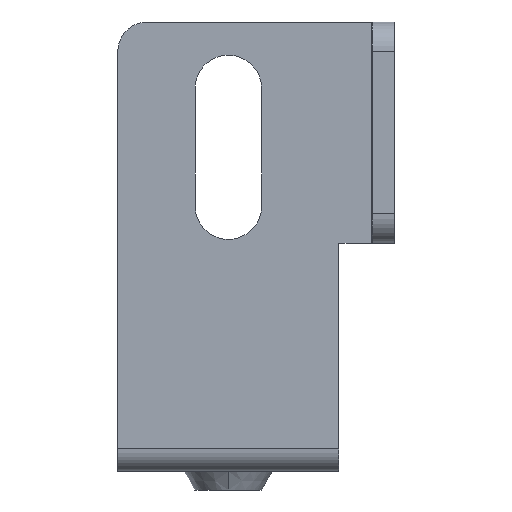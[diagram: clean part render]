
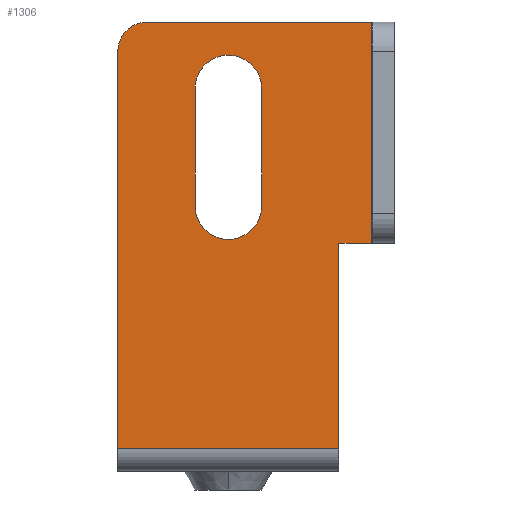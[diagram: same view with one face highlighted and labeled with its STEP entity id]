
A CAD part, left-side view. The second image highlights one B-rep face of the part: STEP entity #1306.
In plain terms, the highlighted planar face has unit normal (-1, 0, 0).
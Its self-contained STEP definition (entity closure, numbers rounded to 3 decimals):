
#12 = AXIS2_PLACEMENT_3D ( 'NONE', #854, #917, #920 ) ;
#49 = AXIS2_PLACEMENT_3D ( 'NONE', #904, #842, #841 ) ;
#63 = AXIS2_PLACEMENT_3D ( 'NONE', #783, #785, #781 ) ;
#64 = AXIS2_PLACEMENT_3D ( 'NONE', #763, #667, #668 ) ;
#92 = AXIS2_PLACEMENT_3D ( 'NONE', #977, #975, #832 ) ;
#106 = ORIENTED_EDGE ( 'NONE', *, *, #1422, .F. ) ;
#129 = ORIENTED_EDGE ( 'NONE', *, *, #1412, .F. ) ;
#147 = ORIENTED_EDGE ( 'NONE', *, *, #1321, .F. ) ;
#170 = ORIENTED_EDGE ( 'NONE', *, *, #1333, .F. ) ;
#180 = EDGE_LOOP ( 'NONE', ( #477, #170, #419, #129, #106 ) ) ;
#193 = EDGE_LOOP ( 'NONE', ( #334, #382, #505, #546, #529, #497, #147 ) ) ;
#200 = LINE ( 'NONE', #919, #326 ) ;
#203 = LINE ( 'NONE', #859, #324 ) ;
#295 = CIRCLE ( 'NONE', #49, 4. ) ;
#301 = FACE_BOUND ( 'NONE', #180, .T. ) ;
#302 = FACE_OUTER_BOUND ( 'NONE', #193, .T. ) ;
#311 = VECTOR ( 'NONE', #844, 1000. ) ;
#312 = LINE ( 'NONE', #913, #311 ) ;
#314 = VECTOR ( 'NONE', #908, 1000. ) ;
#320 = VECTOR ( 'NONE', #891, 1000. ) ;
#321 = LINE ( 'NONE', #900, #314 ) ;
#322 = VECTOR ( 'NONE', #888, 1000. ) ;
#324 = VECTOR ( 'NONE', #878, 1000. ) ;
#325 = LINE ( 'NONE', #884, #320 ) ;
#326 = VECTOR ( 'NONE', #871, 1000. ) ;
#327 = LINE ( 'NONE', #875, #322 ) ;
#331 = CIRCLE ( 'NONE', #92, 4.5 ) ;
#334 = ORIENTED_EDGE ( 'NONE', *, *, #1319, .T. ) ;
#382 = ORIENTED_EDGE ( 'NONE', *, *, #1327, .T. ) ;
#419 = ORIENTED_EDGE ( 'NONE', *, *, #1320, .F. ) ;
#477 = ORIENTED_EDGE ( 'NONE', *, *, #1325, .F. ) ;
#497 = ORIENTED_EDGE ( 'NONE', *, *, #1322, .T. ) ;
#505 = ORIENTED_EDGE ( 'NONE', *, *, #1326, .T. ) ;
#529 = ORIENTED_EDGE ( 'NONE', *, *, #1423, .T. ) ;
#546 = ORIENTED_EDGE ( 'NONE', *, *, #1419, .F. ) ;
#550 = LINE ( 'NONE', #675, #583 ) ;
#553 = CIRCLE ( 'NONE', #63, 4.5 ) ;
#554 = CIRCLE ( 'NONE', #64, 4.5 ) ;
#562 = LINE ( 'NONE', #765, #656 ) ;
#583 = VECTOR ( 'NONE', #666, 1000. ) ;
#656 = VECTOR ( 'NONE', #764, 1000. ) ;
#666 = DIRECTION ( 'NONE',  ( 0., 0., 1. ) ) ;
#667 = DIRECTION ( 'NONE',  ( -1., 0., 0. ) ) ;
#668 = DIRECTION ( 'NONE',  ( 0., 0., 1. ) ) ;
#675 = CARTESIAN_POINT ( 'NONE',  ( -17.75, -15., 28. ) ) ;
#763 = CARTESIAN_POINT ( 'NONE',  ( -17.75, 0., 49. ) ) ;
#764 = DIRECTION ( 'NONE',  ( 0., 1., 0. ) ) ;
#765 = CARTESIAN_POINT ( 'NONE',  ( -17.75, -15., 0.1 ) ) ;
#781 = DIRECTION ( 'NONE',  ( 0., 0., 1. ) ) ;
#783 = CARTESIAN_POINT ( 'NONE',  ( -17.75, 0., 49. ) ) ;
#785 = DIRECTION ( 'NONE',  ( -1., 0., 0. ) ) ;
#813 = VERTEX_POINT ( 'NONE', #937 ) ;
#816 = VERTEX_POINT ( 'NONE', #1240 ) ;
#820 = VERTEX_POINT ( 'NONE', #1087 ) ;
#832 = DIRECTION ( 'NONE',  ( 0., 0., 1. ) ) ;
#836 = VERTEX_POINT ( 'NONE', #893 ) ;
#841 = DIRECTION ( 'NONE',  ( 0., 0., -1. ) ) ;
#842 = DIRECTION ( 'NONE',  ( -1., 0., 0. ) ) ;
#844 = DIRECTION ( 'NONE',  ( 0., 0., -1. ) ) ;
#854 = CARTESIAN_POINT ( 'NONE',  ( -17.75, -15., 0. ) ) ;
#859 = CARTESIAN_POINT ( 'NONE',  ( -17.75, 4.5, 33. ) ) ;
#871 = DIRECTION ( 'NONE',  ( 0., 1., 0. ) ) ;
#875 = CARTESIAN_POINT ( 'NONE',  ( -17.75, -19.4, 58. ) ) ;
#878 = DIRECTION ( 'NONE',  ( 0., 0., -1. ) ) ;
#884 = CARTESIAN_POINT ( 'NONE',  ( -17.75, -15., 28. ) ) ;
#888 = DIRECTION ( 'NONE',  ( 0., 0., -1. ) ) ;
#891 = DIRECTION ( 'NONE',  ( 0., -1., 0. ) ) ;
#893 = CARTESIAN_POINT ( 'NONE',  ( -17.75, 4.5, 49. ) ) ;
#900 = CARTESIAN_POINT ( 'NONE',  ( -17.75, -4.5, 49. ) ) ;
#904 = CARTESIAN_POINT ( 'NONE',  ( -17.75, 11., 54. ) ) ;
#908 = DIRECTION ( 'NONE',  ( 0., 0., 1. ) ) ;
#913 = CARTESIAN_POINT ( 'NONE',  ( -17.75, 15., 0. ) ) ;
#917 = DIRECTION ( 'NONE',  ( 1., 0., 0. ) ) ;
#919 = CARTESIAN_POINT ( 'NONE',  ( -17.75, 15., 58. ) ) ;
#920 = DIRECTION ( 'NONE',  ( 0., 0., -1. ) ) ;
#924 = PLANE ( 'NONE',  #12 ) ;
#937 = CARTESIAN_POINT ( 'NONE',  ( -17.75, 15., 0.1 ) ) ;
#958 = VERTEX_POINT ( 'NONE', #1208 ) ;
#961 = VERTEX_POINT ( 'NONE', #1212 ) ;
#975 = DIRECTION ( 'NONE',  ( -1., 0., 0. ) ) ;
#977 = CARTESIAN_POINT ( 'NONE',  ( -17.75, 0., 33. ) ) ;
#994 = VERTEX_POINT ( 'NONE', #1204 ) ;
#1034 = VERTEX_POINT ( 'NONE', #1197 ) ;
#1047 = VERTEX_POINT ( 'NONE', #1189 ) ;
#1058 = VERTEX_POINT ( 'NONE', #1190 ) ;
#1069 = VERTEX_POINT ( 'NONE', #1182 ) ;
#1087 = CARTESIAN_POINT ( 'NONE',  ( -17.75, 11., 58. ) ) ;
#1170 = CARTESIAN_POINT ( 'NONE',  ( -17.75, 4.5, 33. ) ) ;
#1182 = CARTESIAN_POINT ( 'NONE',  ( -17.75, -4.5, 33. ) ) ;
#1189 = CARTESIAN_POINT ( 'NONE',  ( -17.75, -15., 0.1 ) ) ;
#1190 = CARTESIAN_POINT ( 'NONE',  ( -17.75, 15., 54. ) ) ;
#1197 = CARTESIAN_POINT ( 'NONE',  ( -17.75, -15., 28. ) ) ;
#1204 = CARTESIAN_POINT ( 'NONE',  ( -17.75, 0., 53.5 ) ) ;
#1208 = CARTESIAN_POINT ( 'NONE',  ( -17.75, -19.4, 58. ) ) ;
#1212 = CARTESIAN_POINT ( 'NONE',  ( -17.75, -4.5, 49. ) ) ;
#1239 = VERTEX_POINT ( 'NONE', #1170 ) ;
#1240 = CARTESIAN_POINT ( 'NONE',  ( -17.75, -19.4, 28. ) ) ;
#1306 = ADVANCED_FACE ( 'NONE', ( #301, #302 ), #924, .F. ) ;
#1319 = EDGE_CURVE ( 'NONE', #958, #820, #200, .T. ) ;
#1320 = EDGE_CURVE ( 'NONE', #836, #1239, #203, .T. ) ;
#1321 = EDGE_CURVE ( 'NONE', #958, #816, #327, .T. ) ;
#1322 = EDGE_CURVE ( 'NONE', #1034, #816, #325, .T. ) ;
#1325 = EDGE_CURVE ( 'NONE', #1069, #961, #321, .T. ) ;
#1326 = EDGE_CURVE ( 'NONE', #1058, #813, #312, .T. ) ;
#1327 = EDGE_CURVE ( 'NONE', #820, #1058, #295, .T. ) ;
#1333 = EDGE_CURVE ( 'NONE', #1239, #1069, #331, .T. ) ;
#1412 = EDGE_CURVE ( 'NONE', #994, #836, #553, .T. ) ;
#1419 = EDGE_CURVE ( 'NONE', #1047, #813, #562, .T. ) ;
#1422 = EDGE_CURVE ( 'NONE', #961, #994, #554, .T. ) ;
#1423 = EDGE_CURVE ( 'NONE', #1047, #1034, #550, .T. ) ;
